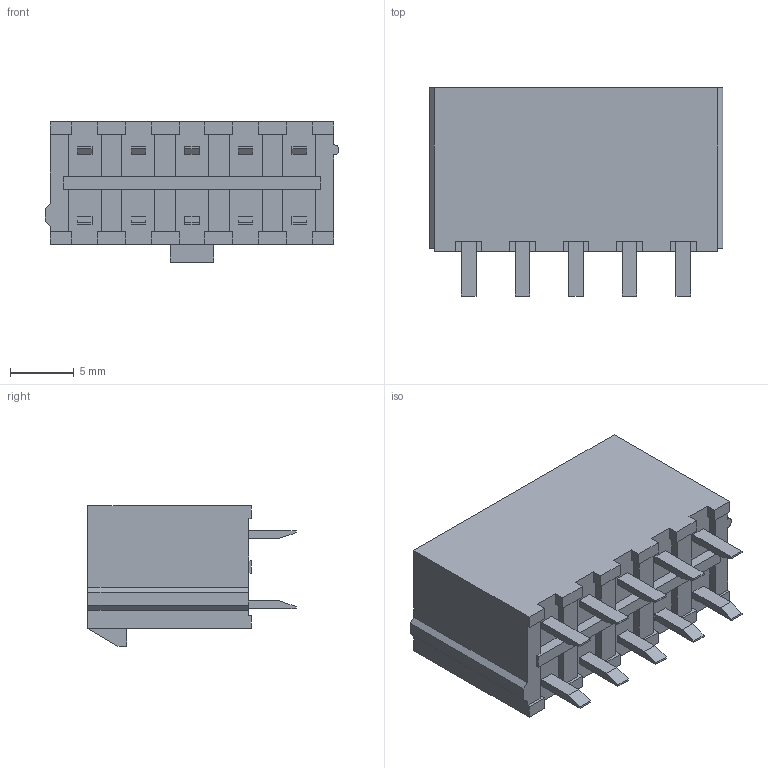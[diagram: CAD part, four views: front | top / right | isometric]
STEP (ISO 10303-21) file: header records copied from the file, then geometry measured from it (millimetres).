
FILE_DESCRIPTION(('STEP AP242'),'1');
FILE_NAME('0039288100.stp','2025-01-20T14:05:44',('TraceParts'),('TraceParts S.A.'),'Spatial InterOp 3D',' ',' ');
FILE_SCHEMA(('AP242_MANAGED_MODEL_BASED_3D_ENGINEERING_MIM_LF {1 0 10303 442 1 1 4}'));
Length unit declared in the file: millimetre
Products named in the file (1): 0039288100_1
Bounding box: 23 x 16.3 x 11 mm (x, y, z)
Volume: 1606.4 mm3; surface area: 2984.4 mm2
Topology: 1 solids, 1 shells, 286 faces, 780 edges, 546 vertices
Faces by surface type: plane 284, cylinder 2
Entity records: 8874 total; most frequent: CARTESIAN_POINT 1574, ORIENTED_EDGE 1520, DIRECTION 1380, EDGE_CURVE 760, LINE 756, VECTOR 756, VERTEX_POINT 506, EDGE_LOOP 316
